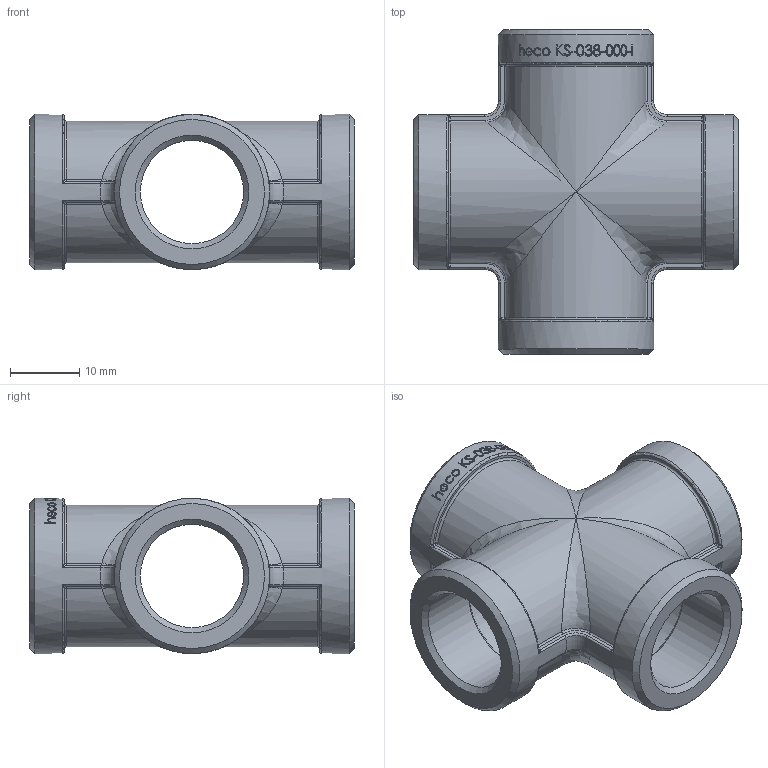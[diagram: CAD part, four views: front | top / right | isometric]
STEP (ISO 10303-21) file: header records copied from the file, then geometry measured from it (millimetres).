
FILE_DESCRIPTION (( 'STEP AP214' ), '1' );
FILE_NAME ('heco_KS-038-000-I.STEP', '2016-06-17T13:34:45', ( '' ), ( '' ), 'SwSTEP 2.0', 'SolidWorks 2011', '' );
FILE_SCHEMA (( 'AUTOMOTIVE_DESIGN' ));
Length unit declared in the file: millimetre
Products named in the file (1): heco_KS-038-000-I
Bounding box: 47 x 47 x 22.5 mm (x, y, z)
Volume: 10199.2 mm3; surface area: 9221.3 mm2
Topology: 1 solids, 1 shells, 382 faces, 934 edges, 556 vertices
Faces by surface type: bspline 174, cylinder 92, plane 60, torus 28, sphere 16, cone 12
Full cylindrical faces by diameter (mm): 14.95 x4, 17.5 x4, 22.5 x4
Entity records: 26980 total; most frequent: CARTESIAN_POINT 17505, ORIENTED_EDGE 1756, DIRECTION 946, EDGE_CURVE 878, VERTEX_POINT 548, B_SPLINE_CURVE_WITH_KNOTS 532, EDGE_LOOP 438, AXIS2_PLACEMENT_3D 395
